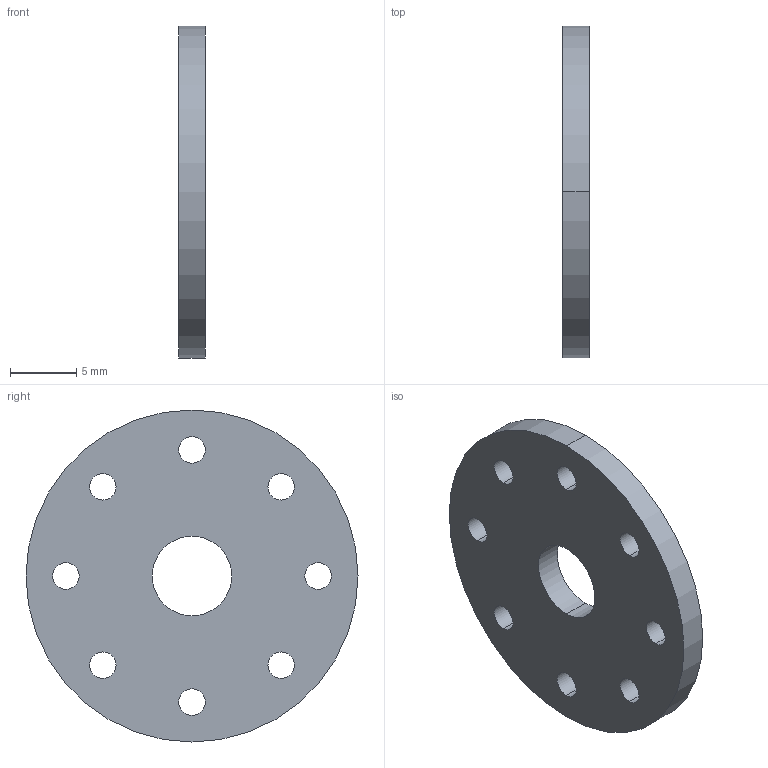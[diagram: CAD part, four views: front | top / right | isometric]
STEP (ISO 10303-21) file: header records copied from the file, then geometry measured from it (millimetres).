
FILE_DESCRIPTION (( 'STEP AP203' ), '1' );
FILE_NAME ('Servo-Disc_Default_sldprt.STEP', '2019-11-22T17:57:31', ( 'Windows-bruger' ), ( '' ), 'SwSTEP 2.0', 'SolidWorks 2018', '' );
FILE_SCHEMA (( 'CONFIG_CONTROL_DESIGN' ));
Length unit declared in the file: millimetre
Products named in the file (1): Servo-Disc_Default_sldprt
Bounding box: 2 x 25 x 25 mm (x, y, z)
Volume: 839.6 mm3; surface area: 1213.8 mm2
Topology: 1 solids, 1 shells, 28 faces, 72 edges, 48 vertices
Faces by surface type: cylinder 22, plane 4, torus 2
Entity records: 999 total; most frequent: DIRECTION 180, CARTESIAN_POINT 149, ORIENTED_EDGE 144, AXIS2_PLACEMENT_3D 79, EDGE_CURVE 72, CIRCLE 50, VERTEX_POINT 48, EDGE_LOOP 48
